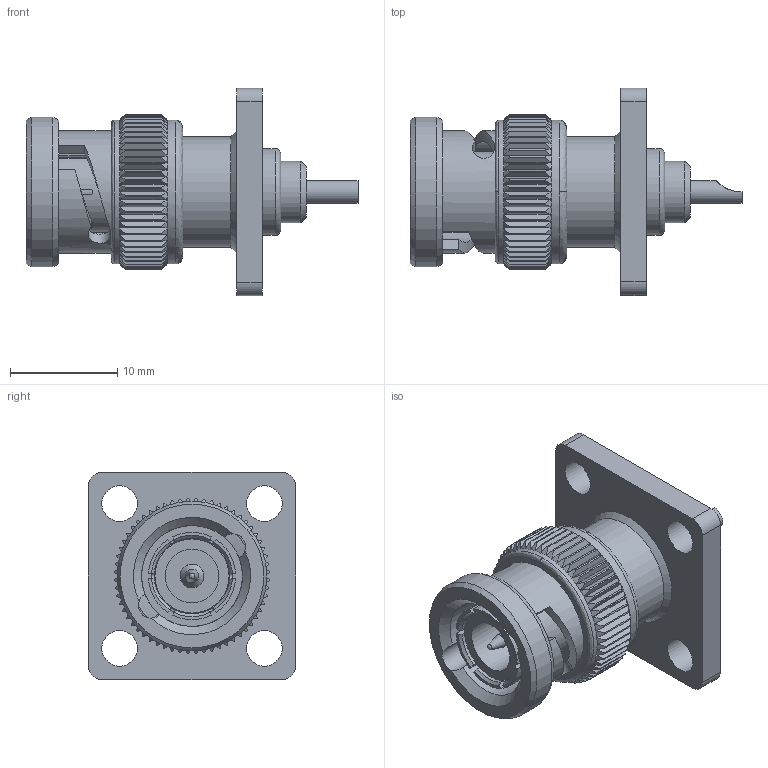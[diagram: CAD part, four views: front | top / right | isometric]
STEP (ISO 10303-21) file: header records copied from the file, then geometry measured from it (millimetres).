
FILE_DESCRIPTION (( 'STEP AP203' ), '1' );
FILE_NAME ('PE4082_3D.step', '2022-05-16T14:45:24', ( '' ), ( '' ), 'SwSTEP 2.0', 'SolidWorks 2021', '' );
FILE_SCHEMA (( 'CONFIG_CONTROL_DESIGN' ));
Length unit declared in the file: inch
Products named in the file (1): PE4082_3D
Bounding box: 30.9 x 19.3 x 19.3 mm (x, y, z)
Volume: 2816.2 mm3; surface area: 3227.4 mm2
Topology: 2 solids, 3 shells, 436 faces, 998 edges, 581 vertices
Faces by surface type: plane 171, cone 141, cylinder 110, bspline 13, torus 1
Full cylindrical faces by diameter (mm): 0.711 x1, 1.016 x1, 1.092 x1, 1.27 x2, 1.291 x1, 1.627 x1, 2.054 x1, 2.092 x1, 2.184 x1, 2.212 x1, 2.489 x1, 3.302 x4, 3.81 x1, 5.004 x1, 5.755 x1, 6.904 x1, 7.057 x1, 7.501 x1, 8.085 x1, 9.395 x1, 9.991 x1, 10.298 x1, 11.395 x1, 11.515 x1, 13.38 x2, 13.922 x1
Entity records: 14294 total; most frequent: CARTESIAN_POINT 5109, ORIENTED_EDGE 1886, DIRECTION 1832, EDGE_CURVE 943, AXIS2_PLACEMENT_3D 775, VERTEX_POINT 567, EDGE_LOOP 506, FACE_OUTER_BOUND 468
